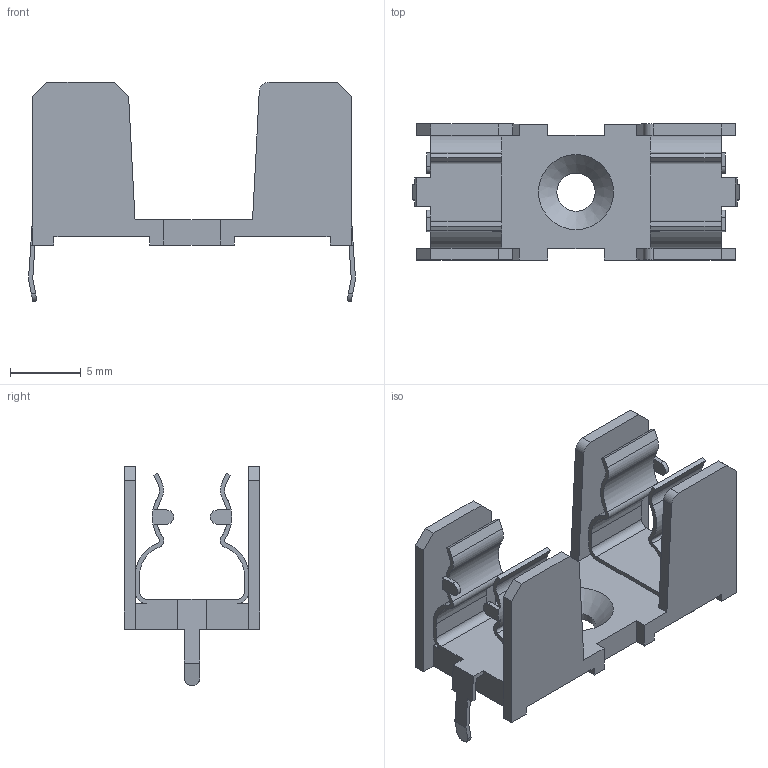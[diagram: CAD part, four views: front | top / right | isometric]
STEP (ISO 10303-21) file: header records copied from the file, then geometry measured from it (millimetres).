
FILE_DESCRIPTION((' '),'2;1');
FILE_NAME( 'FUSE-0031.8201.stp', '2022-09-02T15:07:20', (' '), ('--- Datakit www.datakit.com---'), ' Datakit CrossCadWare V2022.3 Jun 15 2022', 'DATAKIT 2022 (c)', ' ');
FILE_SCHEMA(('AP242_MANAGED_MODEL_BASED_3D_ENGINEERING_MIM_LF { 1 0 10303 442 1 1 4 }'));
Length unit declared in the file: millimetre
Products named in the file (1): FUSE-0031.8201
Bounding box: 23.1 x 9.6 x 15.5 mm (x, y, z)
Volume: 550 mm3; surface area: 1570.6 mm2
Topology: 1 solids, 1 shells, 160 faces, 476 edges, 314 vertices
Faces by surface type: plane 108, cylinder 51, cone 1
Full cylindrical faces by diameter (mm): 2.7 x1
Entity records: 5559 total; most frequent: CARTESIAN_POINT 947, ORIENTED_EDGE 946, DIRECTION 918, EDGE_CURVE 473, VECTOR 350, LINE 350, VERTEX_POINT 313, AXIS2_PLACEMENT_3D 284
